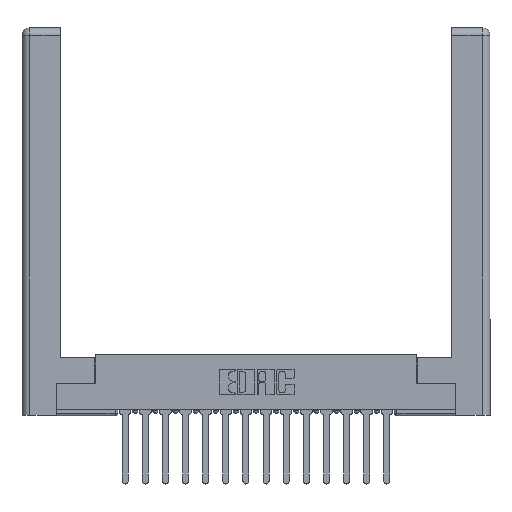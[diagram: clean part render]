
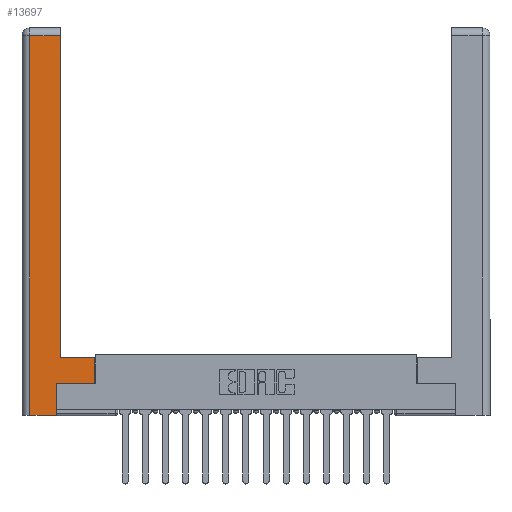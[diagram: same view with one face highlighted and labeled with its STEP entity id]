
A CAD part, top view. The second image highlights one B-rep face of the part: STEP entity #13697.
In plain terms, the highlighted planar face has unit normal (0, 0, 1).
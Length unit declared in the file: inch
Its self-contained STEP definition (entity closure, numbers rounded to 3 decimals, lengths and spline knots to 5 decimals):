
#549 = DIRECTION ( 'NONE',  ( 0., 1., 0. ) ) ;
#733 = ORIENTED_EDGE ( 'NONE', *, *, #3751, .T. ) ;
#823 = FACE_OUTER_BOUND ( 'NONE', #14472, .T. ) ;
#1108 = CARTESIAN_POINT ( 'NONE',  ( 0.295, 0.45, 0. ) ) ;
#1986 = VECTOR ( 'NONE', #16020, 39.37008 ) ;
#2046 = VERTEX_POINT ( 'NONE', #17678 ) ;
#2532 = DIRECTION ( 'NONE',  ( 1., 0., 0. ) ) ;
#2697 = DIRECTION ( 'NONE',  ( -1., 0., 0. ) ) ;
#2805 = VECTOR ( 'NONE', #3992, 39.37008 ) ;
#2887 = EDGE_CURVE ( 'NONE', #14821, #17748, #11311, .T. ) ;
#3026 = VECTOR ( 'NONE', #10410, 39.37008 ) ;
#3296 = AXIS2_PLACEMENT_3D ( 'NONE', #12073, #9062, #10524 ) ;
#3735 = PLANE ( 'NONE',  #3296 ) ;
#3751 = EDGE_CURVE ( 'NONE', #6413, #9790, #10039, .T. ) ;
#3878 = CARTESIAN_POINT ( 'NONE',  ( 0.295, 3., 0. ) ) ;
#3902 = VECTOR ( 'NONE', #11866, 39.37008 ) ;
#3940 = VERTEX_POINT ( 'NONE', #17236 ) ;
#3992 = DIRECTION ( 'NONE',  ( 0., 1., 0. ) ) ;
#4040 = ORIENTED_EDGE ( 'NONE', *, *, #12955, .T. ) ;
#4265 = CARTESIAN_POINT ( 'NONE',  ( 0.565, 0.45, 0. ) ) ;
#4317 = VECTOR ( 'NONE', #7196, 39.37008 ) ;
#4590 = CARTESIAN_POINT ( 'NONE',  ( 0.0615, 0., 0. ) ) ;
#5245 = CARTESIAN_POINT ( 'NONE',  ( 0.565, 0.245, 0. ) ) ;
#5962 = ORIENTED_EDGE ( 'NONE', *, *, #2887, .T. ) ;
#6413 = VERTEX_POINT ( 'NONE', #6777 ) ;
#6777 = CARTESIAN_POINT ( 'NONE',  ( 0.295, 2.94, 0. ) ) ;
#7196 = DIRECTION ( 'NONE',  ( -1., 0., 0. ) ) ;
#7425 = CARTESIAN_POINT ( 'NONE',  ( 0.565, 0.45, 0. ) ) ;
#7848 = EDGE_CURVE ( 'NONE', #3940, #14821, #9398, .T. ) ;
#8211 = CARTESIAN_POINT ( 'NONE',  ( 0.0615, 0., 0. ) ) ;
#8245 = VECTOR ( 'NONE', #2532, 39.37008 ) ;
#8506 = EDGE_CURVE ( 'NONE', #2046, #3940, #14808, .T. ) ;
#8557 = VECTOR ( 'NONE', #2697, 39.37008 ) ;
#8572 = ORIENTED_EDGE ( 'NONE', *, *, #12915, .T. ) ;
#8901 = CARTESIAN_POINT ( 'NONE',  ( 0.0615, 2.94, 0. ) ) ;
#9062 = DIRECTION ( 'NONE',  ( 0., 0., -1. ) ) ;
#9398 = LINE ( 'NONE', #15056, #8245 ) ;
#9790 = VERTEX_POINT ( 'NONE', #8901 ) ;
#9843 = EDGE_CURVE ( 'NONE', #9790, #10456, #13005, .T. ) ;
#9853 = ORIENTED_EDGE ( 'NONE', *, *, #14184, .T. ) ;
#10039 = LINE ( 'NONE', #15345, #4317 ) ;
#10410 = DIRECTION ( 'NONE',  ( 1., 0., 0. ) ) ;
#10456 = VERTEX_POINT ( 'NONE', #8211 ) ;
#10524 = DIRECTION ( 'NONE',  ( -1., 0., 0. ) ) ;
#11100 = VECTOR ( 'NONE', #549, 39.37008 ) ;
#11101 = CARTESIAN_POINT ( 'NONE',  ( 0.295, 0.45, 0. ) ) ;
#11311 = LINE ( 'NONE', #4265, #2805 ) ;
#11679 = LINE ( 'NONE', #3878, #3902 ) ;
#11866 = DIRECTION ( 'NONE',  ( 0., 1., 0. ) ) ;
#12073 = CARTESIAN_POINT ( 'NONE',  ( 0., 0., 0. ) ) ;
#12915 = EDGE_CURVE ( 'NONE', #13489, #6413, #11679, .T. ) ;
#12955 = EDGE_CURVE ( 'NONE', #17748, #13489, #15119, .T. ) ;
#13005 = LINE ( 'NONE', #4590, #1986 ) ;
#13489 = VERTEX_POINT ( 'NONE', #1108 ) ;
#13697 = ADVANCED_FACE ( 'NONE', ( #823 ), #3735, .F. ) ;
#14184 = EDGE_CURVE ( 'NONE', #10456, #2046, #16235, .T. ) ;
#14472 = EDGE_LOOP ( 'NONE', ( #8572, #733, #14748, #9853, #15500, #14564, #5962, #4040 ) ) ;
#14564 = ORIENTED_EDGE ( 'NONE', *, *, #7848, .T. ) ;
#14748 = ORIENTED_EDGE ( 'NONE', *, *, #9843, .T. ) ;
#14808 = LINE ( 'NONE', #17369, #11100 ) ;
#14821 = VERTEX_POINT ( 'NONE', #5245 ) ;
#15056 = CARTESIAN_POINT ( 'NONE',  ( 0.565, 0.245, 0. ) ) ;
#15119 = LINE ( 'NONE', #11101, #8557 ) ;
#15345 = CARTESIAN_POINT ( 'NONE',  ( 0.0615, 2.94, 0. ) ) ;
#15500 = ORIENTED_EDGE ( 'NONE', *, *, #8506, .T. ) ;
#16020 = DIRECTION ( 'NONE',  ( 0., -1., 0. ) ) ;
#16235 = LINE ( 'NONE', #17529, #3026 ) ;
#17236 = CARTESIAN_POINT ( 'NONE',  ( 0.265, 0.245, 0. ) ) ;
#17369 = CARTESIAN_POINT ( 'NONE',  ( 0.265, 0.245, 0. ) ) ;
#17529 = CARTESIAN_POINT ( 'NONE',  ( 0.265, 0., 0. ) ) ;
#17678 = CARTESIAN_POINT ( 'NONE',  ( 0.265, 0., 0. ) ) ;
#17748 = VERTEX_POINT ( 'NONE', #7425 ) ;
